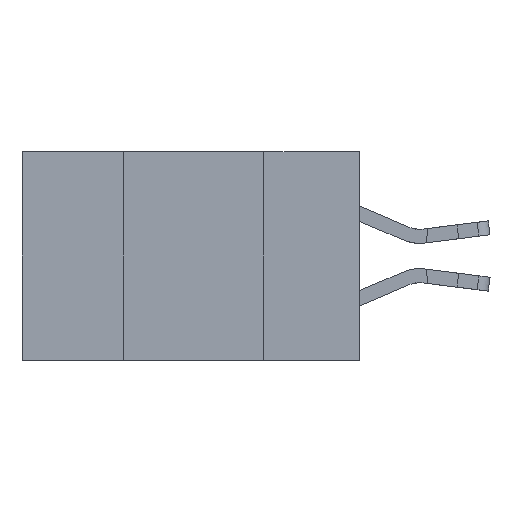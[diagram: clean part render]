
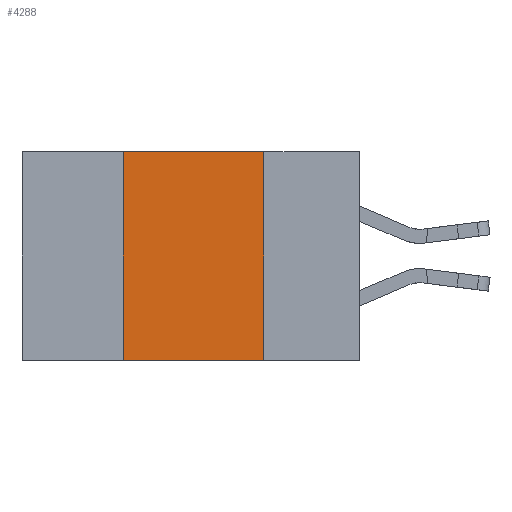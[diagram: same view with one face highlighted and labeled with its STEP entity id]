
A CAD part, left-side view. The second image highlights one B-rep face of the part: STEP entity #4288.
In plain terms, the highlighted planar face has unit normal (-1, 0, 0).
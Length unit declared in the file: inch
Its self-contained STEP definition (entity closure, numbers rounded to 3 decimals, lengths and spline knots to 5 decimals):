
#341 = DIRECTION ( 'NONE',  ( 0., 0., -1. ) ) ;
#620 = EDGE_CURVE ( 'NONE', #14054, #27466, #18164, .T. ) ;
#1959 = DIRECTION ( 'NONE',  ( 0., -1., 0. ) ) ;
#4288 = ADVANCED_FACE ( 'NONE', ( #4293 ), #30871, .F. ) ;
#4293 = FACE_OUTER_BOUND ( 'NONE', #17512, .T. ) ;
#4479 = VECTOR ( 'NONE', #16119, 39.37008 ) ;
#4814 = CARTESIAN_POINT ( 'NONE',  ( 0., 0.42, 0. ) ) ;
#5734 = CARTESIAN_POINT ( 'NONE',  ( 0., 0.17, 0. ) ) ;
#5790 = ORIENTED_EDGE ( 'NONE', *, *, #19579, .T. ) ;
#6329 = VERTEX_POINT ( 'NONE', #24946 ) ;
#7668 = DIRECTION ( 'NONE',  ( 0., 0., -1. ) ) ;
#8778 = LINE ( 'NONE', #22069, #22060 ) ;
#11758 = AXIS2_PLACEMENT_3D ( 'NONE', #30421, #17581, #341 ) ;
#12334 = ORIENTED_EDGE ( 'NONE', *, *, #620, .F. ) ;
#14054 = VERTEX_POINT ( 'NONE', #32566 ) ;
#14449 = VECTOR ( 'NONE', #7668, 39.37008 ) ;
#16119 = DIRECTION ( 'NONE',  ( 0., -1., 0. ) ) ;
#17123 = ORIENTED_EDGE ( 'NONE', *, *, #19638, .F. ) ;
#17512 = EDGE_LOOP ( 'NONE', ( #17123, #12334, #26193, #5790 ) ) ;
#17581 = DIRECTION ( 'NONE',  ( 1., 0., 0. ) ) ;
#18164 = LINE ( 'NONE', #31553, #4479 ) ;
#19579 = EDGE_CURVE ( 'NONE', #6329, #24188, #8778, .T. ) ;
#19638 = EDGE_CURVE ( 'NONE', #27466, #24188, #28130, .T. ) ;
#20675 = LINE ( 'NONE', #4814, #22713 ) ;
#22060 = VECTOR ( 'NONE', #1959, 39.37008 ) ;
#22069 = CARTESIAN_POINT ( 'NONE',  ( 0., 0.6, -0.37 ) ) ;
#22713 = VECTOR ( 'NONE', #25173, 39.37008 ) ;
#24188 = VERTEX_POINT ( 'NONE', #30734 ) ;
#24946 = CARTESIAN_POINT ( 'NONE',  ( 0., 0.42, -0.37 ) ) ;
#25173 = DIRECTION ( 'NONE',  ( 0., 0., 1. ) ) ;
#26193 = ORIENTED_EDGE ( 'NONE', *, *, #29556, .F. ) ;
#27466 = VERTEX_POINT ( 'NONE', #5734 ) ;
#28055 = CARTESIAN_POINT ( 'NONE',  ( 0., 0.17, 0. ) ) ;
#28130 = LINE ( 'NONE', #28055, #14449 ) ;
#29556 = EDGE_CURVE ( 'NONE', #6329, #14054, #20675, .T. ) ;
#30421 = CARTESIAN_POINT ( 'NONE',  ( 0., 0.6, 0. ) ) ;
#30734 = CARTESIAN_POINT ( 'NONE',  ( 0., 0.17, -0.37 ) ) ;
#30871 = PLANE ( 'NONE',  #11758 ) ;
#31553 = CARTESIAN_POINT ( 'NONE',  ( 0., 0.6, 0. ) ) ;
#32566 = CARTESIAN_POINT ( 'NONE',  ( 0., 0.42, 0. ) ) ;
